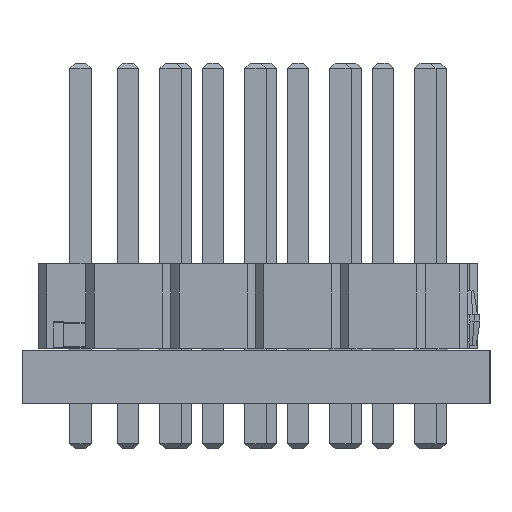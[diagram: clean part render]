
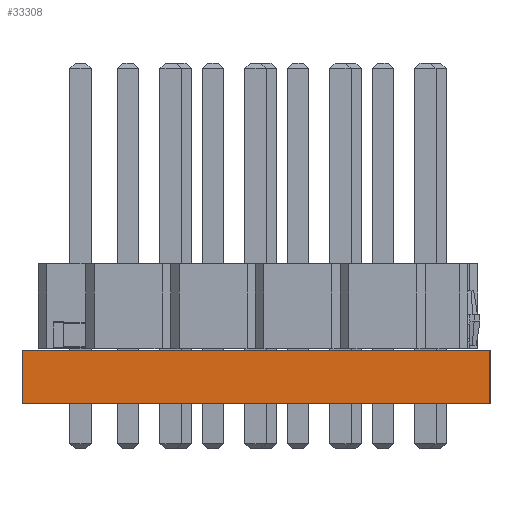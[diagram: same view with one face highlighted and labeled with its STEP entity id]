
A CAD part, left-side view. The second image highlights one B-rep face of the part: STEP entity #33308.
In plain terms, the highlighted planar face has unit normal (-1, 0, 0).
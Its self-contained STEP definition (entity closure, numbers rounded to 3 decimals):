
#33192 = EDGE_CURVE('',#33193,#33195,#33197,.T.);
#33193 = VERTEX_POINT('',#33194);
#33194 = CARTESIAN_POINT('',(0.,-0.,0.));
#33195 = VERTEX_POINT('',#33196);
#33196 = CARTESIAN_POINT('',(0.,0.,1.6));
#33197 = SURFACE_CURVE('',#33198,(#33202,#33214),.PCURVE_S1.);
#33198 = LINE('',#33199,#33200);
#33199 = CARTESIAN_POINT('',(0.,-0.,0.));
#33200 = VECTOR('',#33201,1.);
#33201 = DIRECTION('',(0.,0.,1.));
#33202 = PCURVE('',#33203,#33208);
#33203 = PLANE('',#33204);
#33204 = AXIS2_PLACEMENT_3D('',#33205,#33206,#33207);
#33205 = CARTESIAN_POINT('',(0.,0.,0.));
#33206 = DIRECTION('',(0.,1.,0.));
#33207 = DIRECTION('',(1.,0.,0.));
#33208 = DEFINITIONAL_REPRESENTATION('',(#33209),#33213);
#33209 = LINE('',#33210,#33211);
#33210 = CARTESIAN_POINT('',(0.,0.));
#33211 = VECTOR('',#33212,1.);
#33212 = DIRECTION('',(0.,-1.));
#33213 = ( GEOMETRIC_REPRESENTATION_CONTEXT(2) 
PARAMETRIC_REPRESENTATION_CONTEXT() REPRESENTATION_CONTEXT('2D SPACE',''
  ) );
#33214 = PCURVE('',#33215,#33220);
#33215 = PLANE('',#33216);
#33216 = AXIS2_PLACEMENT_3D('',#33217,#33218,#33219);
#33217 = CARTESIAN_POINT('',(0.,-14.,0.));
#33218 = DIRECTION('',(-1.,0.,0.));
#33219 = DIRECTION('',(0.,1.,0.));
#33220 = DEFINITIONAL_REPRESENTATION('',(#33221),#33225);
#33221 = LINE('',#33222,#33223);
#33222 = CARTESIAN_POINT('',(14.,0.));
#33223 = VECTOR('',#33224,1.);
#33224 = DIRECTION('',(0.,-1.));
#33225 = ( GEOMETRIC_REPRESENTATION_CONTEXT(2) 
PARAMETRIC_REPRESENTATION_CONTEXT() REPRESENTATION_CONTEXT('2D SPACE',''
  ) );
#33243 = PLANE('',#33244);
#33244 = AXIS2_PLACEMENT_3D('',#33245,#33246,#33247);
#33245 = CARTESIAN_POINT('',(8.75,-7.,1.6));
#33246 = DIRECTION('',(-0.,-0.,-1.));
#33247 = DIRECTION('',(-1.,0.,0.));
#33297 = PLANE('',#33298);
#33298 = AXIS2_PLACEMENT_3D('',#33299,#33300,#33301);
#33299 = CARTESIAN_POINT('',(8.75,-7.,0.));
#33300 = DIRECTION('',(-0.,-0.,-1.));
#33301 = DIRECTION('',(-1.,0.,0.));
#33308 = ADVANCED_FACE('',(#33309),#33215,.T.);
#33309 = FACE_BOUND('',#33310,.T.);
#33310 = EDGE_LOOP('',(#33311,#33341,#33362,#33363));
#33311 = ORIENTED_EDGE('',*,*,#33312,.T.);
#33312 = EDGE_CURVE('',#33313,#33315,#33317,.T.);
#33313 = VERTEX_POINT('',#33314);
#33314 = CARTESIAN_POINT('',(0.,-14.,0.));
#33315 = VERTEX_POINT('',#33316);
#33316 = CARTESIAN_POINT('',(0.,-14.,1.6));
#33317 = SURFACE_CURVE('',#33318,(#33322,#33329),.PCURVE_S1.);
#33318 = LINE('',#33319,#33320);
#33319 = CARTESIAN_POINT('',(0.,-14.,0.));
#33320 = VECTOR('',#33321,1.);
#33321 = DIRECTION('',(0.,0.,1.));
#33322 = PCURVE('',#33215,#33323);
#33323 = DEFINITIONAL_REPRESENTATION('',(#33324),#33328);
#33324 = LINE('',#33325,#33326);
#33325 = CARTESIAN_POINT('',(0.,0.));
#33326 = VECTOR('',#33327,1.);
#33327 = DIRECTION('',(0.,-1.));
#33328 = ( GEOMETRIC_REPRESENTATION_CONTEXT(2) 
PARAMETRIC_REPRESENTATION_CONTEXT() REPRESENTATION_CONTEXT('2D SPACE',''
  ) );
#33329 = PCURVE('',#33330,#33335);
#33330 = PLANE('',#33331);
#33331 = AXIS2_PLACEMENT_3D('',#33332,#33333,#33334);
#33332 = CARTESIAN_POINT('',(17.5,-14.,0.));
#33333 = DIRECTION('',(0.,-1.,0.));
#33334 = DIRECTION('',(-1.,0.,0.));
#33335 = DEFINITIONAL_REPRESENTATION('',(#33336),#33340);
#33336 = LINE('',#33337,#33338);
#33337 = CARTESIAN_POINT('',(17.5,0.));
#33338 = VECTOR('',#33339,1.);
#33339 = DIRECTION('',(0.,-1.));
#33340 = ( GEOMETRIC_REPRESENTATION_CONTEXT(2) 
PARAMETRIC_REPRESENTATION_CONTEXT() REPRESENTATION_CONTEXT('2D SPACE',''
  ) );
#33341 = ORIENTED_EDGE('',*,*,#33342,.T.);
#33342 = EDGE_CURVE('',#33315,#33195,#33343,.T.);
#33343 = SURFACE_CURVE('',#33344,(#33348,#33355),.PCURVE_S1.);
#33344 = LINE('',#33345,#33346);
#33345 = CARTESIAN_POINT('',(0.,-14.,1.6));
#33346 = VECTOR('',#33347,1.);
#33347 = DIRECTION('',(0.,1.,0.));
#33348 = PCURVE('',#33215,#33349);
#33349 = DEFINITIONAL_REPRESENTATION('',(#33350),#33354);
#33350 = LINE('',#33351,#33352);
#33351 = CARTESIAN_POINT('',(0.,-1.6));
#33352 = VECTOR('',#33353,1.);
#33353 = DIRECTION('',(1.,0.));
#33354 = ( GEOMETRIC_REPRESENTATION_CONTEXT(2) 
PARAMETRIC_REPRESENTATION_CONTEXT() REPRESENTATION_CONTEXT('2D SPACE',''
  ) );
#33355 = PCURVE('',#33243,#33356);
#33356 = DEFINITIONAL_REPRESENTATION('',(#33357),#33361);
#33357 = LINE('',#33358,#33359);
#33358 = CARTESIAN_POINT('',(8.75,-7.));
#33359 = VECTOR('',#33360,1.);
#33360 = DIRECTION('',(0.,1.));
#33361 = ( GEOMETRIC_REPRESENTATION_CONTEXT(2) 
PARAMETRIC_REPRESENTATION_CONTEXT() REPRESENTATION_CONTEXT('2D SPACE',''
  ) );
#33362 = ORIENTED_EDGE('',*,*,#33192,.F.);
#33363 = ORIENTED_EDGE('',*,*,#33364,.F.);
#33364 = EDGE_CURVE('',#33313,#33193,#33365,.T.);
#33365 = SURFACE_CURVE('',#33366,(#33370,#33377),.PCURVE_S1.);
#33366 = LINE('',#33367,#33368);
#33367 = CARTESIAN_POINT('',(0.,-14.,0.));
#33368 = VECTOR('',#33369,1.);
#33369 = DIRECTION('',(0.,1.,0.));
#33370 = PCURVE('',#33215,#33371);
#33371 = DEFINITIONAL_REPRESENTATION('',(#33372),#33376);
#33372 = LINE('',#33373,#33374);
#33373 = CARTESIAN_POINT('',(0.,0.));
#33374 = VECTOR('',#33375,1.);
#33375 = DIRECTION('',(1.,0.));
#33376 = ( GEOMETRIC_REPRESENTATION_CONTEXT(2) 
PARAMETRIC_REPRESENTATION_CONTEXT() REPRESENTATION_CONTEXT('2D SPACE',''
  ) );
#33377 = PCURVE('',#33297,#33378);
#33378 = DEFINITIONAL_REPRESENTATION('',(#33379),#33383);
#33379 = LINE('',#33380,#33381);
#33380 = CARTESIAN_POINT('',(8.75,-7.));
#33381 = VECTOR('',#33382,1.);
#33382 = DIRECTION('',(0.,1.));
#33383 = ( GEOMETRIC_REPRESENTATION_CONTEXT(2) 
PARAMETRIC_REPRESENTATION_CONTEXT() REPRESENTATION_CONTEXT('2D SPACE',''
  ) );
